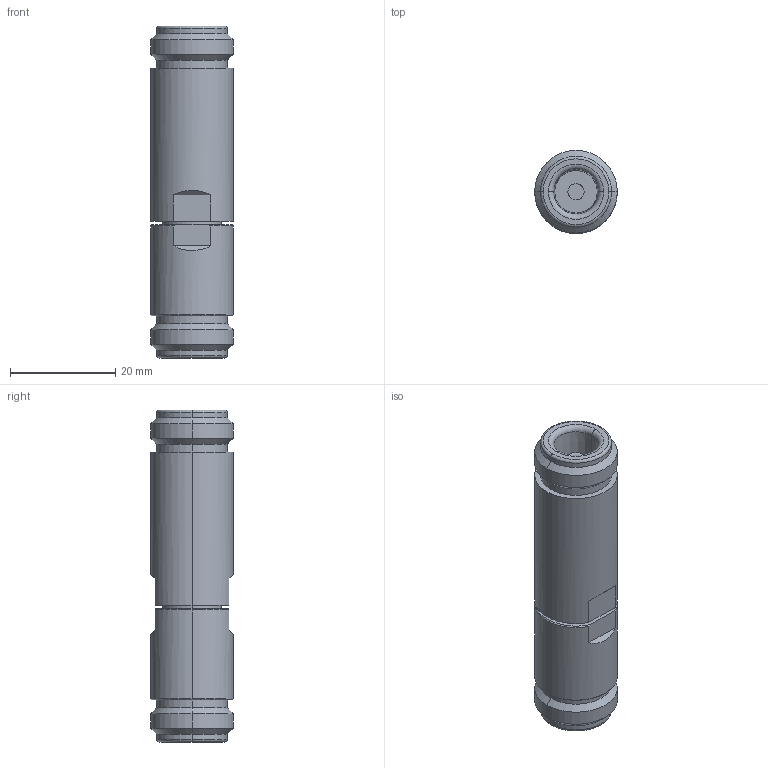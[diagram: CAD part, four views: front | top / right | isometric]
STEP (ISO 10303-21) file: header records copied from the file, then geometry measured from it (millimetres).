
FILE_DESCRIPTION((''),'2;1');
FILE_NAME('05K121-K00XX_D00_SHRINK','2022-07-14T09:48:36',('G_Schiele'),(''),'CREO PARAMETRIC BY PTC INC, 2021424','CREO PARAMETRIC BY PTC INC, 2021424','');
FILE_SCHEMA(('AUTOMOTIVE_DESIGN { 1 0 10303 214 1 1 1 1 }'));
Length unit declared in the file: millimetre
Products named in the file (1): 05K121-K00XX_D00_SHRINK
Bounding box: 15.7 x 15.7 x 63.1 mm (x, y, z)
Volume: 10715.8 mm3; surface area: 4218.8 mm2
Topology: 1 solids, 1 shells, 655 faces, 1779 edges, 1184 vertices
Faces by surface type: extrusion 317, plane 285, cylinder 29, cone 16, torus 8
Entity records: 21500 total; most frequent: CARTESIAN_POINT 5898, ORIENTED_EDGE 3558, DIRECTION 2238, EDGE_CURVE 1779, VECTOR 1346, VERTEX_POINT 1184, LINE 1029, B_SPLINE_CURVE_WITH_KNOTS 959
